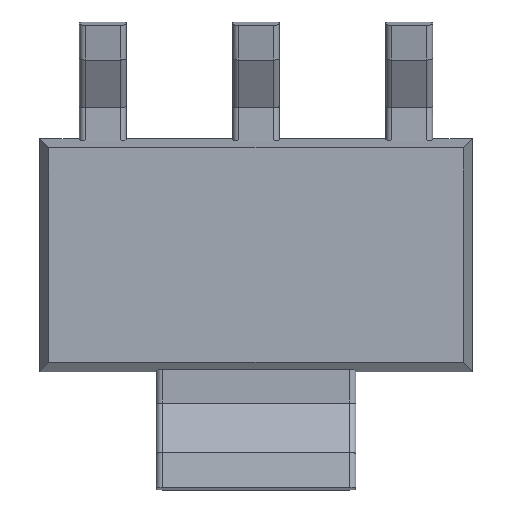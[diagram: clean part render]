
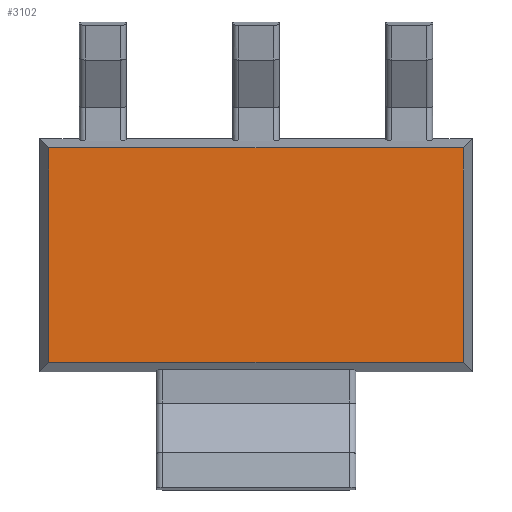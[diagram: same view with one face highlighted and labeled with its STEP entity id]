
A CAD part, front view. The second image highlights one B-rep face of the part: STEP entity #3102.
In plain terms, the highlighted planar face has unit normal (0, -1, 0).
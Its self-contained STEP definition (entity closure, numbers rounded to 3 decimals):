
#218 = EDGE_CURVE ( 'NONE', #7489, #9496, #8803, .T. ) ;
#466 = DIRECTION ( 'NONE',  ( 0., 0., -1. ) ) ;
#697 = EDGE_LOOP ( 'NONE', ( #10020, #10584, #1897, #1272 ) ) ;
#898 = CARTESIAN_POINT ( 'NONE',  ( 3.108, -0.53, 1.608 ) ) ;
#1272 = ORIENTED_EDGE ( 'NONE', *, *, #8486, .F. ) ;
#1583 = VECTOR ( 'NONE', #466, 1000. ) ;
#1744 = DIRECTION ( 'NONE',  ( 0., 0., 1. ) ) ;
#1897 = ORIENTED_EDGE ( 'NONE', *, *, #5769, .F. ) ;
#2121 = CARTESIAN_POINT ( 'NONE',  ( 0., -0.53, -1.608 ) ) ;
#2302 = CARTESIAN_POINT ( 'NONE',  ( -3.108, -0.53, -1.608 ) ) ;
#2500 = CARTESIAN_POINT ( 'NONE',  ( -3.108, -0.53, 0. ) ) ;
#2579 = VECTOR ( 'NONE', #5819, 1000. ) ;
#2778 = DIRECTION ( 'NONE',  ( 0., 1., 0. ) ) ;
#2892 = CARTESIAN_POINT ( 'NONE',  ( 0., -0.53, 0. ) ) ;
#3102 = ADVANCED_FACE ( 'NONE', ( #6124 ), #4377, .F. ) ;
#3496 = CARTESIAN_POINT ( 'NONE',  ( 0., -0.53, 1.608 ) ) ;
#3670 = CARTESIAN_POINT ( 'NONE',  ( -3.108, -0.53, 1.608 ) ) ;
#4377 = PLANE ( 'NONE',  #8237 ) ;
#4611 = DIRECTION ( 'NONE',  ( 0., 0., 1. ) ) ;
#5680 = LINE ( 'NONE', #9211, #1583 ) ;
#5769 = EDGE_CURVE ( 'NONE', #9191, #6227, #5680, .T. ) ;
#5819 = DIRECTION ( 'NONE',  ( -1., 0., 0. ) ) ;
#6124 = FACE_OUTER_BOUND ( 'NONE', #697, .T. ) ;
#6227 = VERTEX_POINT ( 'NONE', #8245 ) ;
#6298 = EDGE_CURVE ( 'NONE', #6227, #7489, #11023, .T. ) ;
#6973 = DIRECTION ( 'NONE',  ( 1., 0., 0. ) ) ;
#7489 = VERTEX_POINT ( 'NONE', #2302 ) ;
#8237 = AXIS2_PLACEMENT_3D ( 'NONE', #2892, #2778, #4611 ) ;
#8245 = CARTESIAN_POINT ( 'NONE',  ( 3.108, -0.53, -1.608 ) ) ;
#8435 = VECTOR ( 'NONE', #1744, 1000. ) ;
#8486 = EDGE_CURVE ( 'NONE', #9496, #9191, #8714, .T. ) ;
#8714 = LINE ( 'NONE', #3496, #10883 ) ;
#8803 = LINE ( 'NONE', #2500, #8435 ) ;
#9191 = VERTEX_POINT ( 'NONE', #898 ) ;
#9211 = CARTESIAN_POINT ( 'NONE',  ( 3.108, -0.53, 0. ) ) ;
#9496 = VERTEX_POINT ( 'NONE', #3670 ) ;
#10020 = ORIENTED_EDGE ( 'NONE', *, *, #218, .F. ) ;
#10584 = ORIENTED_EDGE ( 'NONE', *, *, #6298, .F. ) ;
#10883 = VECTOR ( 'NONE', #6973, 1000. ) ;
#11023 = LINE ( 'NONE', #2121, #2579 ) ;
